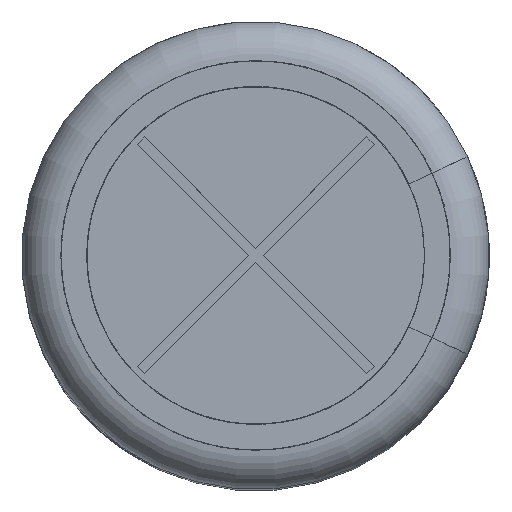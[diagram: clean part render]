
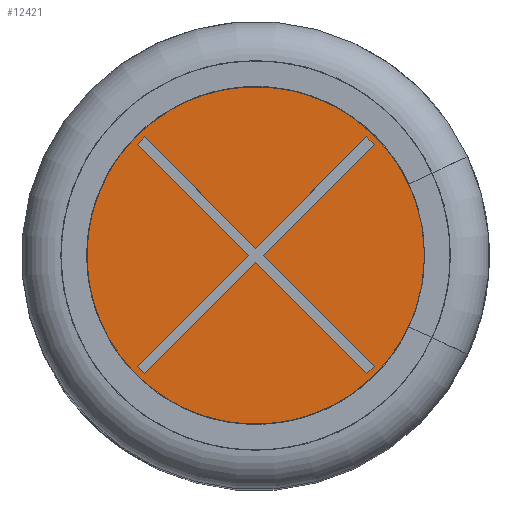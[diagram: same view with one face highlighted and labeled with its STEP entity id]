
A CAD part, top view. The second image highlights one B-rep face of the part: STEP entity #12421.
In plain terms, the highlighted planar face has unit normal (0, 0, 1).
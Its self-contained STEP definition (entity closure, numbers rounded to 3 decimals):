
#1047=LINE('',#28104,#1706);
#1050=LINE('',#28110,#1709);
#1052=LINE('',#28114,#1711);
#1054=LINE('',#28118,#1713);
#1056=LINE('',#28122,#1715);
#1058=LINE('',#28126,#1717);
#1060=LINE('',#28130,#1719);
#1062=LINE('',#28134,#1721);
#1064=LINE('',#28138,#1723);
#1066=LINE('',#28142,#1725);
#1068=LINE('',#28146,#1727);
#1070=LINE('',#28150,#1729);
#1706=VECTOR('',#15459,1000.);
#1709=VECTOR('',#15464,1000.);
#1711=VECTOR('',#15468,1000.);
#1713=VECTOR('',#15472,1000.);
#1715=VECTOR('',#15476,1000.);
#1717=VECTOR('',#15480,1000.);
#1719=VECTOR('',#15484,1000.);
#1721=VECTOR('',#15488,1000.);
#1723=VECTOR('',#15492,1000.);
#1725=VECTOR('',#15496,1000.);
#1727=VECTOR('',#15500,1000.);
#1729=VECTOR('',#15504,1000.);
#4300=ORIENTED_EDGE('',*,*,#5542,.T.);
#4301=ORIENTED_EDGE('',*,*,#5565,.T.);
#4302=ORIENTED_EDGE('',*,*,#5563,.T.);
#4303=ORIENTED_EDGE('',*,*,#5561,.T.);
#4304=ORIENTED_EDGE('',*,*,#5559,.T.);
#4305=ORIENTED_EDGE('',*,*,#5557,.T.);
#4306=ORIENTED_EDGE('',*,*,#5555,.T.);
#4307=ORIENTED_EDGE('',*,*,#5553,.T.);
#4308=ORIENTED_EDGE('',*,*,#5551,.T.);
#4309=ORIENTED_EDGE('',*,*,#5549,.T.);
#4310=ORIENTED_EDGE('',*,*,#5547,.T.);
#4311=ORIENTED_EDGE('',*,*,#5545,.T.);
#4312=ORIENTED_EDGE('',*,*,#5569,.F.);
#5542=EDGE_CURVE('',#6409,#6410,#1047,.T.);
#5545=EDGE_CURVE('',#6411,#6409,#1050,.T.);
#5547=EDGE_CURVE('',#6412,#6411,#1052,.T.);
#5549=EDGE_CURVE('',#6413,#6412,#1054,.T.);
#5551=EDGE_CURVE('',#6414,#6413,#1056,.T.);
#5553=EDGE_CURVE('',#6415,#6414,#1058,.T.);
#5555=EDGE_CURVE('',#6416,#6415,#1060,.T.);
#5557=EDGE_CURVE('',#6417,#6416,#1062,.T.);
#5559=EDGE_CURVE('',#6418,#6417,#1064,.T.);
#5561=EDGE_CURVE('',#6419,#6418,#1066,.T.);
#5563=EDGE_CURVE('',#6420,#6419,#1068,.T.);
#5565=EDGE_CURVE('',#6410,#6420,#1070,.T.);
#5569=EDGE_CURVE('',#6424,#6424,#6723,.T.);
#6409=VERTEX_POINT('',#28105);
#6410=VERTEX_POINT('',#28106);
#6411=VERTEX_POINT('',#28111);
#6412=VERTEX_POINT('',#28115);
#6413=VERTEX_POINT('',#28119);
#6414=VERTEX_POINT('',#28123);
#6415=VERTEX_POINT('',#28127);
#6416=VERTEX_POINT('',#28131);
#6417=VERTEX_POINT('',#28135);
#6418=VERTEX_POINT('',#28139);
#6419=VERTEX_POINT('',#28143);
#6420=VERTEX_POINT('',#28147);
#6424=VERTEX_POINT('',#28161);
#6723=CIRCLE('',#13240,9.167);
#7346=EDGE_LOOP('',(#4300,#4301,#4302,#4303,#4304,#4305,#4306,#4307,#4308,
#4309,#4310,#4311));
#7347=EDGE_LOOP('',(#4312));
#7978=FACE_BOUND('',#7346,.T.);
#7979=FACE_BOUND('',#7347,.T.);
#8303=PLANE('',#13241);
#12421=ADVANCED_FACE('',(#7978,#7979),#8303,.T.);
#13240=AXIS2_PLACEMENT_3D('',#28160,#15517,#15518);
#13241=AXIS2_PLACEMENT_3D('',#28162,#15519,#15520);
#15459=DIRECTION('',(0.707,0.707,0.));
#15464=DIRECTION('',(-0.707,0.707,0.));
#15468=DIRECTION('',(0.707,0.707,0.));
#15472=DIRECTION('',(-0.707,0.707,0.));
#15476=DIRECTION('',(-0.707,-0.707,0.));
#15480=DIRECTION('',(-0.707,0.707,0.));
#15484=DIRECTION('',(-0.707,-0.707,0.));
#15488=DIRECTION('',(0.707,-0.707,0.));
#15492=DIRECTION('',(-0.707,-0.707,0.));
#15496=DIRECTION('',(0.707,-0.707,0.));
#15500=DIRECTION('',(0.707,0.707,0.));
#15504=DIRECTION('',(0.707,-0.707,0.));
#15517=DIRECTION('',(0.,0.,-1.));
#15518=DIRECTION('',(-1.,0.,0.));
#15519=DIRECTION('',(0.,0.,1.));
#15520=DIRECTION('',(1.,0.,0.));
#28104=CARTESIAN_POINT('',(-5.226,5.572,40.78));
#28105=CARTESIAN_POINT('',(-5.572,5.226,40.78));
#28106=CARTESIAN_POINT('',(-5.226,5.572,40.78));
#28110=CARTESIAN_POINT('',(-0.346,0.,40.78));
#28111=CARTESIAN_POINT('',(-0.346,0.,40.78));
#28114=CARTESIAN_POINT('',(-0.346,0.,40.78));
#28115=CARTESIAN_POINT('',(-5.572,-5.226,40.78));
#28118=CARTESIAN_POINT('',(-5.226,-5.572,40.78));
#28119=CARTESIAN_POINT('',(-5.226,-5.572,40.78));
#28122=CARTESIAN_POINT('',(0.,-0.346,40.78));
#28123=CARTESIAN_POINT('',(0.,-0.346,40.78));
#28126=CARTESIAN_POINT('',(0.,-0.346,40.78));
#28127=CARTESIAN_POINT('',(5.226,-5.572,40.78));
#28130=CARTESIAN_POINT('',(5.572,-5.226,40.78));
#28131=CARTESIAN_POINT('',(5.572,-5.226,40.78));
#28134=CARTESIAN_POINT('',(0.346,0.,40.78));
#28135=CARTESIAN_POINT('',(0.346,0.,40.78));
#28138=CARTESIAN_POINT('',(0.346,0.,40.78));
#28139=CARTESIAN_POINT('',(5.572,5.226,40.78));
#28142=CARTESIAN_POINT('',(5.572,5.226,40.78));
#28143=CARTESIAN_POINT('',(5.226,5.572,40.78));
#28146=CARTESIAN_POINT('',(0.,0.346,40.78));
#28147=CARTESIAN_POINT('',(0.,0.346,40.78));
#28150=CARTESIAN_POINT('',(0.,0.346,40.78));
#28160=CARTESIAN_POINT('',(0.,0.,40.78));
#28161=CARTESIAN_POINT('',(-9.167,0.,40.78));
#28162=CARTESIAN_POINT('',(-9.167,0.,40.78));
